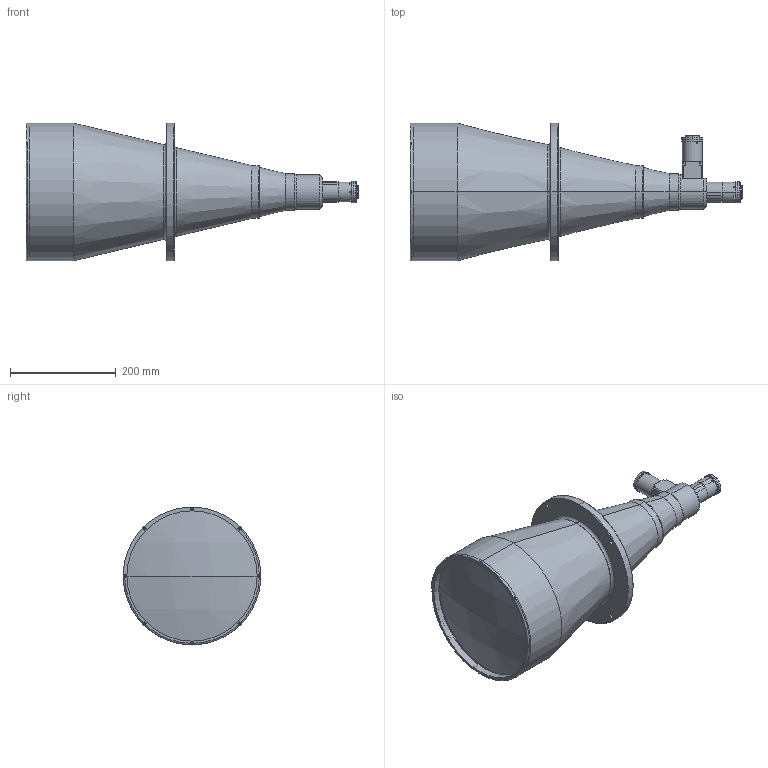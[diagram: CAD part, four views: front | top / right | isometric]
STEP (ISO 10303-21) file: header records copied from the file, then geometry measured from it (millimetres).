
FILE_DESCRIPTION (( 'STEP AP203' ), '1' );
FILE_NAME ('TCDP2X192.STEP', '2012-01-09T08:07:41', ( 'Opto Engineering' ), ( 'Opto Engineering' ), 'SwSTEP 2.0', 'SolidWorks 2011', '' );
FILE_SCHEMA (( 'CONFIG_CONTROL_DESIGN' ));
Length unit declared in the file: millimetre
Products named in the file (1): TCDP2X192
Bounding box: 626.72 x 260 x 260 mm (x, y, z)
Surface area: 480789 mm2 (no closed solid volume)
Topology: 0 solids, 14 shells, 248 faces, 743 edges, 518 vertices
Faces by surface type: cylinder 124, plane 78, cone 31, torus 13, sphere 2
Entity records: 9370 total; most frequent: CARTESIAN_POINT 2330, DIRECTION 1546, ORIENTED_EDGE 1308, EDGE_CURVE 743, AXIS2_PLACEMENT_3D 616, VERTEX_POINT 518, CIRCLE 367, EDGE_LOOP 333
